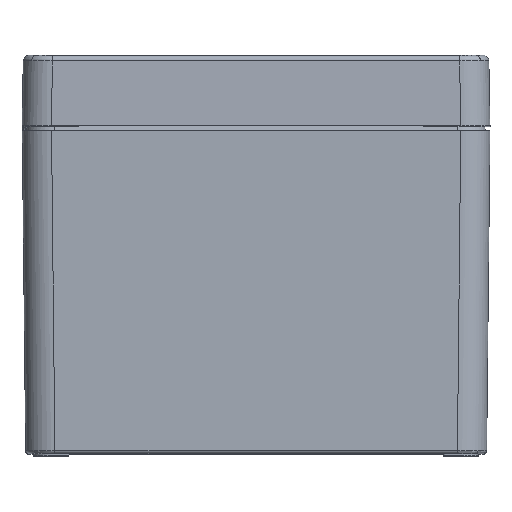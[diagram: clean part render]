
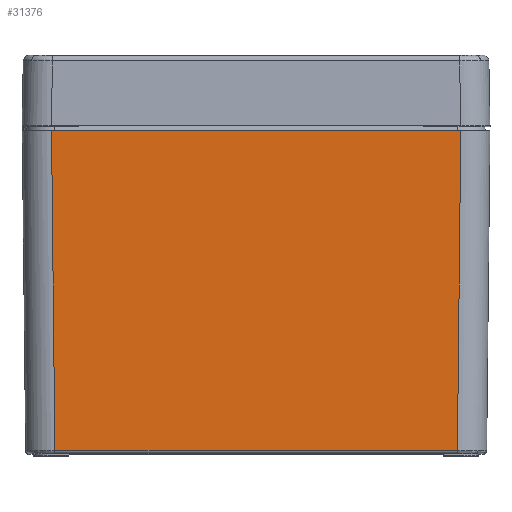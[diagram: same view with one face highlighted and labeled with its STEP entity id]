
A CAD part, top view. The second image highlights one B-rep face of the part: STEP entity #31376.
In plain terms, the highlighted planar face has unit normal (0, -0.011, 1).
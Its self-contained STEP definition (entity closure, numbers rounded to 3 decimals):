
#26350 = VERTEX_POINT ( 'NONE', #47341 ) ;
#28952 = VERTEX_POINT ( 'NONE', #54107 ) ;
#28999 = EDGE_CURVE ( 'NONE', #29004, #28952, #54216, .T. ) ;
#29004 = VERTEX_POINT ( 'NONE', #54212 ) ;
#31122 = VERTEX_POINT ( 'NONE', #62388 ) ;
#31125 = EDGE_CURVE ( 'NONE', #26350, #31122, #62431, .T. ) ;
#31257 = EDGE_CURVE ( 'NONE', #28952, #26350, #62631, .T. ) ;
#31341 = ORIENTED_EDGE ( 'NONE', *, *, #31125, .T. ) ;
#31368 = EDGE_CURVE ( 'NONE', #31122, #29004, #62821, .T. ) ;
#31376 = ADVANCED_FACE ( 'NONE', ( #62816 ), #62815, .T. ) ;
#31378 = EDGE_LOOP ( 'NONE', ( #31380, #31381, #31382, #31341 ) ) ;
#31380 = ORIENTED_EDGE ( 'NONE', *, *, #31368, .T. ) ;
#31381 = ORIENTED_EDGE ( 'NONE', *, *, #28999, .T. ) ;
#31382 = ORIENTED_EDGE ( 'NONE', *, *, #31257, .T. ) ;
#47341 = CARTESIAN_POINT ( 'NONE',  ( -86.029, -140.516, 98.528 ) ) ;
#54107 = CARTESIAN_POINT ( 'NONE',  ( -87.459, -4., 99.958 ) ) ;
#54212 = CARTESIAN_POINT ( 'NONE',  ( 87.459, -4., 99.958 ) ) ;
#54213 = DIRECTION ( 'NONE',  ( -1., 0., 0. ) ) ;
#54214 = VECTOR ( 'NONE', #54213, 1000. ) ;
#54215 = CARTESIAN_POINT ( 'NONE',  ( -100., -4., 99.958 ) ) ;
#54216 = LINE ( 'NONE', #54215, #54214 ) ;
#62388 = CARTESIAN_POINT ( 'NONE',  ( 86.029, -140.516, 98.528 ) ) ;
#62428 = DIRECTION ( 'NONE',  ( 1., 0., 0. ) ) ;
#62429 = VECTOR ( 'NONE', #62428, 1000. ) ;
#62430 = CARTESIAN_POINT ( 'NONE',  ( -100., -140.516, 98.528 ) ) ;
#62431 = LINE ( 'NONE', #62430, #62429 ) ;
#62628 = DIRECTION ( 'NONE',  ( 0.01, -1., -0.01 ) ) ;
#62629 = VECTOR ( 'NONE', #62628, 1000. ) ;
#62630 = CARTESIAN_POINT ( 'NONE',  ( -87.502, 0.131, 100.001 ) ) ;
#62631 = LINE ( 'NONE', #62630, #62629 ) ;
#62808 = DIRECTION ( 'NONE',  ( 0., -1., -0.01 ) ) ;
#62809 = DIRECTION ( 'NONE',  ( 0., -0.01, 1. ) ) ;
#62810 = AXIS2_PLACEMENT_3D ( 'NONE', #62814, #62809, #62808 ) ;
#62814 = CARTESIAN_POINT ( 'NONE',  ( -100., 0., 100. ) ) ;
#62815 = PLANE ( 'NONE',  #62810 ) ;
#62816 = FACE_OUTER_BOUND ( 'NONE', #31378, .T. ) ;
#62818 = DIRECTION ( 'NONE',  ( 0.01, 1., 0.01 ) ) ;
#62819 = VECTOR ( 'NONE', #62818, 1000. ) ;
#62820 = CARTESIAN_POINT ( 'NONE',  ( 87.48, -1.963, 99.979 ) ) ;
#62821 = LINE ( 'NONE', #62820, #62819 ) ;
